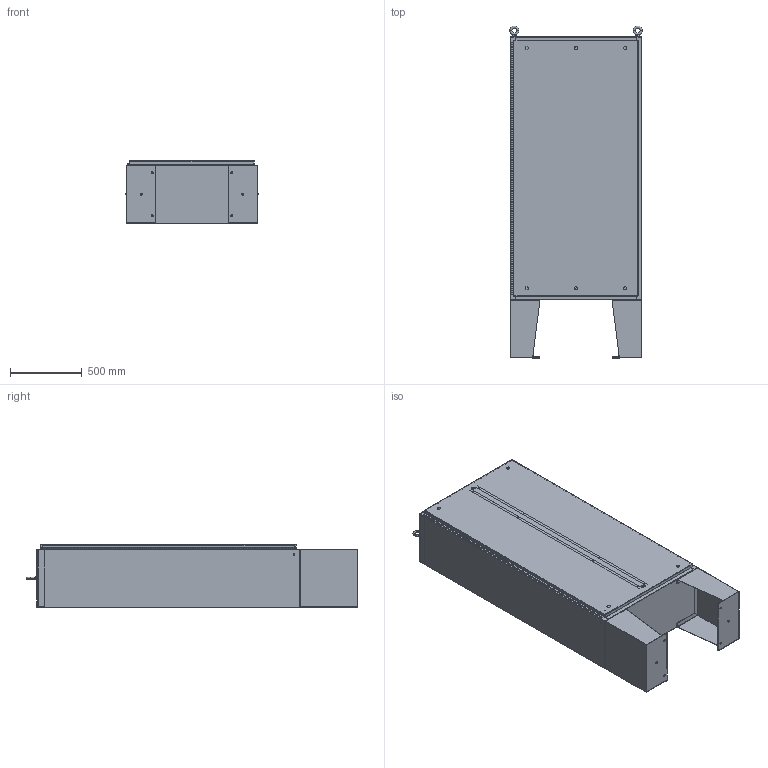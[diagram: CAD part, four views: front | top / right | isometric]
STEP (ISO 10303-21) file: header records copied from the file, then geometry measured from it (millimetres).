
FILE_DESCRIPTION (( 'STEP AP203' ), '1' );
FILE_NAME ('N72HS3616SSWPLSQT.STEP', '2014-03-31T13:11:45', ( 'changeme' ), ( 'Microsoft' ), 'SwSTEP 2.0', 'SolidWorks 2013', '' );
FILE_SCHEMA (( 'CONFIG_CONTROL_DESIGN' ));
Length unit declared in the file: inch
Products named in the file (19): Eye-Bolt_Stiffener WMT Template 1929; N72HS3616SSWPLSQT Cover; N72HS3616SSWPLSQT Backpanel; HW-EYE-NH-20425_3014T52; N72HS3616SSWPLSQT Body; N72HS3616SSWPLSQT Mounting Studs; N72HS3616SSWPLSQT; N72HS3616SSWPLSQT Bottom; N72HS3616SSWPLSQT Hinge Enclosure Side2; N72HS3616SSWPLSQT Top; N72HS3616SSWPLSQT Hinge Cover Side; 10_30 CD Stud; N72HS3616SSWPLSQT 125 Pin Hinge; N72HS3616SSWPLSQT SD-LSK-Stand; Quarter-20 CD Stud; N72HS3616SSWPLSQT SD-LSK - Base; N72HS3616SSWPLSQT Door Stiffener; N72HS3616SSWPLSQT SD-LSK-ASSY; N72HS3616SSWPLSQT Enclosure Stiffener
Assembly tree (37 placements, depth 3):
  N72HS3616SSWPLSQT
    N72HS3616SSWPLSQT Backpanel
    N72HS3616SSWPLSQT Mounting Studs  x8
    N72HS3616SSWPLSQT 125 Pin Hinge
      N72HS3616SSWPLSQT Hinge Enclosure Side2
      N72HS3616SSWPLSQT Hinge Cover Side
    Quarter-20 CD Stud  x2
    N72HS3616SSWPLSQT Door Stiffener
    N72HS3616SSWPLSQT Enclosure Stiffener  x2
    N72HS3616SSWPLSQT Cover
    N72HS3616SSWPLSQT Body
    N72HS3616SSWPLSQT Bottom
    N72HS3616SSWPLSQT Top
    10_30 CD Stud  x8
    N72HS3616SSWPLSQT SD-LSK-ASSY  x2
      N72HS3616SSWPLSQT SD-LSK-Stand
      N72HS3616SSWPLSQT SD-LSK - Base
    Eye-Bolt_Stiffener WMT Template 1929  x2
    HW-EYE-NH-20425_3014T52  x2
Bounding box: 921.27 x 2311.4 x 436.9 mm (x, y, z)
Volume: 18825359.1 mm3; surface area: 17939048.1 mm2
Topology: 36 solids, 36 shells, 2637 faces, 6507 edges, 3974 vertices
Faces by surface type: plane 1327, cylinder 1114, torus 100, cone 60, bspline 36
Entity records: 70858 total; most frequent: CARTESIAN_POINT 12934, DIRECTION 12173, ORIENTED_EDGE 11368, EDGE_CURVE 5684, AXIS2_PLACEMENT_3D 4279, VECTOR 3615, LINE 3615, VERTEX_POINT 3494
